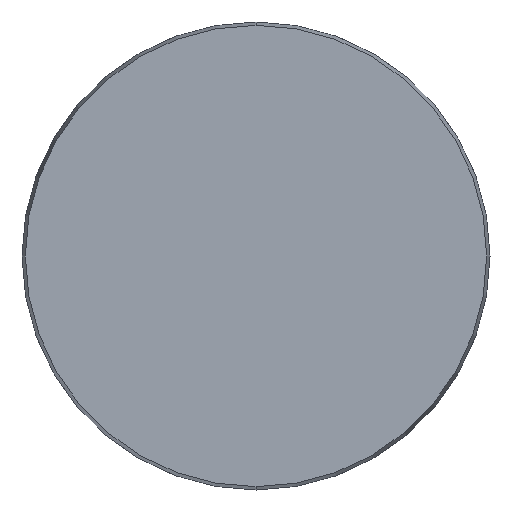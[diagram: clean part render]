
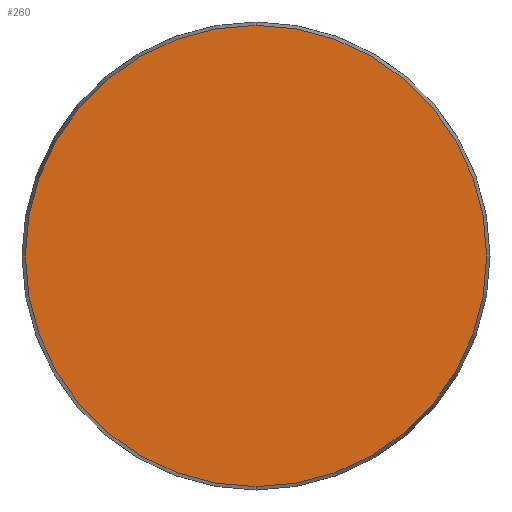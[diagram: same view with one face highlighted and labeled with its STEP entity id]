
A CAD part, front view. The second image highlights one B-rep face of the part: STEP entity #260.
In plain terms, the highlighted planar face has unit normal (0, -1, 0).
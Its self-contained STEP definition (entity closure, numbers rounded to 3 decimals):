
#1 = ORIENTED_EDGE ( 'NONE', *, *, #905, .T. ) ;
#28 = VERTEX_POINT ( 'NONE', #386 ) ;
#96 = DIRECTION ( 'NONE',  ( 0., 0., 1. ) ) ;
#117 = AXIS2_PLACEMENT_3D ( 'NONE', #884, #423, #612 ) ;
#259 = DIRECTION ( 'NONE',  ( 0., 1., 0. ) ) ;
#260 = ADVANCED_FACE ( 'NONE', ( #449 ), #372, .F. ) ;
#340 = ORIENTED_EDGE ( 'NONE', *, *, #906, .T. ) ;
#372 = PLANE ( 'NONE',  #976 ) ;
#386 = CARTESIAN_POINT ( 'NONE',  ( 0., 0., -59.143 ) ) ;
#423 = DIRECTION ( 'NONE',  ( 0., -1., 0. ) ) ;
#426 = EDGE_LOOP ( 'NONE', ( #340, #1 ) ) ;
#449 = FACE_OUTER_BOUND ( 'NONE', #426, .T. ) ;
#557 = VERTEX_POINT ( 'NONE', #1044 ) ;
#569 = CARTESIAN_POINT ( 'NONE',  ( 0., 0., 0. ) ) ;
#612 = DIRECTION ( 'NONE',  ( 0., 0., -1. ) ) ;
#711 = CIRCLE ( 'NONE', #1008, 59.143 ) ;
#884 = CARTESIAN_POINT ( 'NONE',  ( 0., 0., 0. ) ) ;
#901 = CARTESIAN_POINT ( 'NONE',  ( -59.143, 0., 0. ) ) ;
#905 = EDGE_CURVE ( 'NONE', #28, #557, #711, .T. ) ;
#906 = EDGE_CURVE ( 'NONE', #557, #28, #1050, .T. ) ;
#935 = DIRECTION ( 'NONE',  ( 0., -1., 0. ) ) ;
#976 = AXIS2_PLACEMENT_3D ( 'NONE', #901, #259, #96 ) ;
#1008 = AXIS2_PLACEMENT_3D ( 'NONE', #569, #935, #1161 ) ;
#1044 = CARTESIAN_POINT ( 'NONE',  ( 0., 0., 59.143 ) ) ;
#1050 = CIRCLE ( 'NONE', #117, 59.143 ) ;
#1161 = DIRECTION ( 'NONE',  ( 0., 0., -1. ) ) ;
